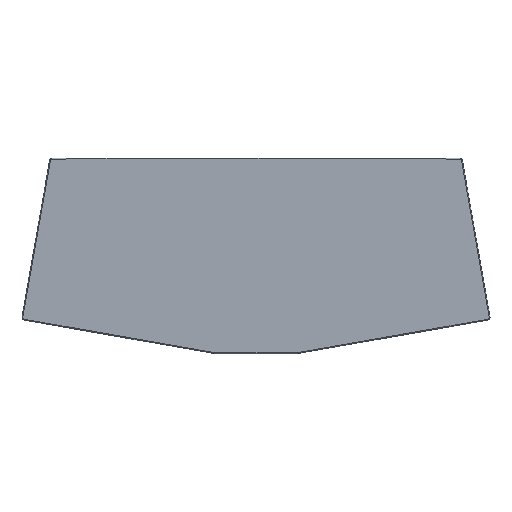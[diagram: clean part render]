
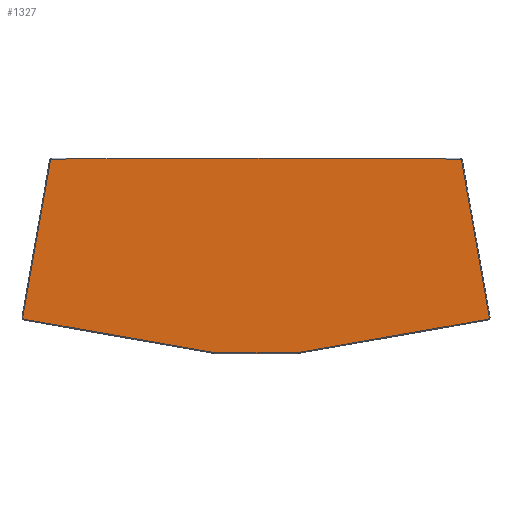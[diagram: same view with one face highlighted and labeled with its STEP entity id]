
A CAD part, top view. The second image highlights one B-rep face of the part: STEP entity #1327.
In plain terms, the highlighted planar face has unit normal (0, 0, 1).
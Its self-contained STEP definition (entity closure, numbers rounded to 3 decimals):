
#30=B_SPLINE_CURVE_WITH_KNOTS('',3,(#1898,#1899,#1900,#1901,#1902,#1903,
#1904,#1905,#1906,#1907,#1908,#1909,#1910,#1911,#1912,#1913,#1914,#1915),
 .UNSPECIFIED.,.F.,.F.,(4,2,2,3,3,2,2,4),(0.,0.054,
0.081,0.135,0.199,0.264,
0.271,12.509),.UNSPECIFIED.);
#31=B_SPLINE_CURVE_WITH_KNOTS('',3,(#1989,#1990,#1991,#1992,#1993,#1994,
#1995,#1996,#1997,#1998,#1999,#2000,#2001,#2002,#2003,#2004,#2005,#2006,
#2007,#2008,#2009,#2010),.UNSPECIFIED.,.F.,.F.,(4,3,3,3,3,3,3,4),(-12.509,
-0.271,-0.264,-0.199,-0.135,
-0.081,-0.054,0.),
 .UNSPECIFIED.);
#35=B_SPLINE_CURVE_WITH_KNOTS('',3,(#2169,#2170,#2171,#2172,#2173,#2174,
#2175,#2176,#2177,#2178,#2179,#2180,#2181,#2182,#2183,#2184),
 .UNSPECIFIED.,.F.,.F.,(4,3,3,3,3,4),(-0.272,-0.222,
-0.18,-0.128,-0.073,0.),
 .UNSPECIFIED.);
#37=B_SPLINE_CURVE_WITH_KNOTS('',3,(#2224,#2225,#2226,#2227,#2228,#2229),
 .UNSPECIFIED.,.F.,.F.,(4,2,4),(-0.032,-0.014,
0.),.UNSPECIFIED.);
#39=B_SPLINE_CURVE_WITH_KNOTS('',3,(#2269,#2270,#2271,#2272,#2273,#2274),
 .UNSPECIFIED.,.F.,.F.,(4,2,4),(0.,0.014,
0.032),.UNSPECIFIED.);
#41=B_SPLINE_CURVE_WITH_KNOTS('',3,(#2364,#2365,#2366,#2367,#2368,#2369,
#2370,#2371,#2372,#2373,#2374,#2375,#2376,#2377,#2378,#2379),
 .UNSPECIFIED.,.F.,.F.,(4,3,3,3,3,4),(0.,0.073,
0.128,0.18,0.222,0.272),
 .UNSPECIFIED.);
#156=PLANE('',#1424);
#202=FACE_OUTER_BOUND('',#285,.T.);
#285=EDGE_LOOP('',(#993,#994,#995,#996,#997,#998,#999,#1000,#1001,#1002,
#1003));
#353=LINE('',#2082,#455);
#357=LINE('',#2187,#459);
#361=LINE('',#2232,#463);
#365=LINE('',#2277,#467);
#369=LINE('',#2381,#471);
#455=VECTOR('',#1506,10.);
#459=VECTOR('',#1512,10.);
#463=VECTOR('',#1518,10.);
#467=VECTOR('',#1524,10.);
#471=VECTOR('',#1530,10.);
#574=VERTEX_POINT('',#1800);
#577=VERTEX_POINT('',#1896);
#578=VERTEX_POINT('',#1988);
#581=VERTEX_POINT('',#2081);
#583=VERTEX_POINT('',#2150);
#585=VERTEX_POINT('',#2186);
#587=VERTEX_POINT('',#2215);
#589=VERTEX_POINT('',#2231);
#591=VERTEX_POINT('',#2260);
#593=VERTEX_POINT('',#2276);
#595=VERTEX_POINT('',#2345);
#705=EDGE_CURVE('',#577,#574,#30,.T.);
#706=EDGE_CURVE('',#574,#578,#31,.T.);
#710=EDGE_CURVE('',#578,#581,#353,.T.);
#715=EDGE_CURVE('',#581,#583,#35,.T.);
#716=EDGE_CURVE('',#583,#585,#357,.T.);
#721=EDGE_CURVE('',#585,#587,#37,.T.);
#722=EDGE_CURVE('',#587,#589,#361,.T.);
#727=EDGE_CURVE('',#589,#591,#39,.T.);
#728=EDGE_CURVE('',#591,#593,#365,.T.);
#733=EDGE_CURVE('',#593,#595,#41,.T.);
#734=EDGE_CURVE('',#595,#577,#369,.T.);
#993=ORIENTED_EDGE('',*,*,#705,.F.);
#994=ORIENTED_EDGE('',*,*,#734,.F.);
#995=ORIENTED_EDGE('',*,*,#733,.F.);
#996=ORIENTED_EDGE('',*,*,#728,.F.);
#997=ORIENTED_EDGE('',*,*,#727,.F.);
#998=ORIENTED_EDGE('',*,*,#722,.F.);
#999=ORIENTED_EDGE('',*,*,#721,.F.);
#1000=ORIENTED_EDGE('',*,*,#716,.F.);
#1001=ORIENTED_EDGE('',*,*,#715,.F.);
#1002=ORIENTED_EDGE('',*,*,#710,.F.);
#1003=ORIENTED_EDGE('',*,*,#706,.F.);
#1327=ADVANCED_FACE('',(#202),#156,.T.);
#1424=AXIS2_PLACEMENT_3D('',#2616,#1551,#1552);
#1506=DIRECTION('',(0.174,-0.985,0.));
#1512=DIRECTION('',(-0.985,-0.174,0.));
#1518=DIRECTION('',(-1.,0.,0.));
#1524=DIRECTION('',(-0.985,0.174,0.));
#1530=DIRECTION('',(0.174,0.985,0.));
#1551=DIRECTION('center_axis',(0.,0.,1.));
#1552=DIRECTION('ref_axis',(-1.,0.,0.));
#1800=CARTESIAN_POINT('',(0.,6.89,7.));
#1896=CARTESIAN_POINT('',(-124.621,5.26,7.));
#1898=CARTESIAN_POINT('Ctrl Pts',(-124.621,5.26,7.));
#1899=CARTESIAN_POINT('Ctrl Pts',(-124.589,5.443,7.));
#1900=CARTESIAN_POINT('Ctrl Pts',(-124.564,5.585,7.));
#1901=CARTESIAN_POINT('Ctrl Pts',(-124.481,5.801,7.));
#1902=CARTESIAN_POINT('Ctrl Pts',(-124.448,5.869,7.));
#1903=CARTESIAN_POINT('Ctrl Pts',(-124.332,6.058,7.));
#1904=CARTESIAN_POINT('Ctrl Pts',(-124.24,6.152,7.));
#1905=CARTESIAN_POINT('Ctrl Pts',(-124.154,6.223,7.));
#1906=CARTESIAN_POINT('Ctrl Pts',(-124.053,6.305,7.));
#1907=CARTESIAN_POINT('Ctrl Pts',(-123.918,6.389,7.));
#1908=CARTESIAN_POINT('Ctrl Pts',(-123.751,6.44,7.));
#1909=CARTESIAN_POINT('Ctrl Pts',(-123.579,6.492,7.));
#1910=CARTESIAN_POINT('Ctrl Pts',(-123.423,6.499,7.));
#1911=CARTESIAN_POINT('Ctrl Pts',(-123.186,6.5,7.));
#1912=CARTESIAN_POINT('Ctrl Pts',(-123.163,6.5,7.));
#1913=CARTESIAN_POINT('Ctrl Pts',(-82.097,6.63,7.));
#1914=CARTESIAN_POINT('Ctrl Pts',(-41.047,6.76,7.));
#1915=CARTESIAN_POINT('Ctrl Pts',(0.,6.89,
7.));
#1988=CARTESIAN_POINT('',(124.621,5.26,7.));
#1989=CARTESIAN_POINT('Ctrl Pts',(0.,6.89,
7.));
#1990=CARTESIAN_POINT('Ctrl Pts',(41.047,6.76,7.));
#1991=CARTESIAN_POINT('Ctrl Pts',(82.099,6.63,7.));
#1992=CARTESIAN_POINT('Ctrl Pts',(123.142,6.5,7.));
#1993=CARTESIAN_POINT('Ctrl Pts',(123.165,6.5,7.));
#1994=CARTESIAN_POINT('Ctrl Pts',(123.188,6.5,7.));
#1995=CARTESIAN_POINT('Ctrl Pts',(123.21,6.5,7.));
#1996=CARTESIAN_POINT('Ctrl Pts',(123.418,6.499,7.));
#1997=CARTESIAN_POINT('Ctrl Pts',(123.579,6.492,7.));
#1998=CARTESIAN_POINT('Ctrl Pts',(123.751,6.44,7.));
#1999=CARTESIAN_POINT('Ctrl Pts',(123.918,6.389,7.));
#2000=CARTESIAN_POINT('Ctrl Pts',(124.053,6.305,7.));
#2001=CARTESIAN_POINT('Ctrl Pts',(124.154,6.223,7.));
#2002=CARTESIAN_POINT('Ctrl Pts',(124.24,6.152,7.));
#2003=CARTESIAN_POINT('Ctrl Pts',(124.332,6.058,7.));
#2004=CARTESIAN_POINT('Ctrl Pts',(124.41,5.932,7.));
#2005=CARTESIAN_POINT('Ctrl Pts',(124.448,5.868,7.));
#2006=CARTESIAN_POINT('Ctrl Pts',(124.481,5.802,7.));
#2007=CARTESIAN_POINT('Ctrl Pts',(124.509,5.729,7.));
#2008=CARTESIAN_POINT('Ctrl Pts',(124.564,5.584,7.));
#2009=CARTESIAN_POINT('Ctrl Pts',(124.589,5.443,7.));
#2010=CARTESIAN_POINT('Ctrl Pts',(124.621,5.26,7.));
#2081=CARTESIAN_POINT('',(141.217,-88.856,7.));
#2082=CARTESIAN_POINT('',(127.658,-11.961,7.));
#2150=CARTESIAN_POINT('',(140.,-90.594,7.));
#2169=CARTESIAN_POINT('Ctrl Pts',(141.217,-88.856,7.));
#2170=CARTESIAN_POINT('Ctrl Pts',(141.247,-89.027,7.));
#2171=CARTESIAN_POINT('Ctrl Pts',(141.27,-89.163,7.));
#2172=CARTESIAN_POINT('Ctrl Pts',(141.272,-89.306,7.));
#2173=CARTESIAN_POINT('Ctrl Pts',(141.274,-89.416,7.));
#2174=CARTESIAN_POINT('Ctrl Pts',(141.262,-89.549,7.));
#2175=CARTESIAN_POINT('Ctrl Pts',(141.22,-89.684,7.));
#2176=CARTESIAN_POINT('Ctrl Pts',(141.165,-89.859,7.));
#2177=CARTESIAN_POINT('Ctrl Pts',(141.077,-90.005,7.));
#2178=CARTESIAN_POINT('Ctrl Pts',(140.974,-90.126,7.));
#2179=CARTESIAN_POINT('Ctrl Pts',(140.869,-90.251,7.));
#2180=CARTESIAN_POINT('Ctrl Pts',(140.743,-90.352,7.));
#2181=CARTESIAN_POINT('Ctrl Pts',(140.611,-90.421,7.));
#2182=CARTESIAN_POINT('Ctrl Pts',(140.428,-90.516,7.));
#2183=CARTESIAN_POINT('Ctrl Pts',(140.245,-90.551,7.));
#2184=CARTESIAN_POINT('Ctrl Pts',(140.,-90.594,7.));
#2186=CARTESIAN_POINT('',(24.654,-110.933,7.));
#2187=CARTESIAN_POINT('',(75.391,-101.986,7.));
#2215=CARTESIAN_POINT('',(24.394,-110.955,7.));
#2224=CARTESIAN_POINT('Ctrl Pts',(24.654,-110.933,7.));
#2225=CARTESIAN_POINT('Ctrl Pts',(24.593,-110.943,7.));
#2226=CARTESIAN_POINT('Ctrl Pts',(24.553,-110.95,7.));
#2227=CARTESIAN_POINT('Ctrl Pts',(24.473,-110.955,7.));
#2228=CARTESIAN_POINT('Ctrl Pts',(24.442,-110.955,7.));
#2229=CARTESIAN_POINT('Ctrl Pts',(24.394,-110.955,7.));
#2231=CARTESIAN_POINT('',(-24.394,-110.955,7.));
#2232=CARTESIAN_POINT('',(12.197,-110.955,7.));
#2260=CARTESIAN_POINT('',(-24.654,-110.933,7.));
#2269=CARTESIAN_POINT('Ctrl Pts',(-24.394,-110.955,7.));
#2270=CARTESIAN_POINT('Ctrl Pts',(-24.442,-110.955,7.));
#2271=CARTESIAN_POINT('Ctrl Pts',(-24.474,-110.955,7.));
#2272=CARTESIAN_POINT('Ctrl Pts',(-24.552,-110.95,7.));
#2273=CARTESIAN_POINT('Ctrl Pts',(-24.593,-110.943,7.));
#2274=CARTESIAN_POINT('Ctrl Pts',(-24.654,-110.933,7.));
#2276=CARTESIAN_POINT('',(-140.,-90.594,7.));
#2277=CARTESIAN_POINT('',(-17.718,-112.156,7.));
#2345=CARTESIAN_POINT('',(-141.217,-88.856,7.));
#2364=CARTESIAN_POINT('Ctrl Pts',(-140.,-90.594,7.));
#2365=CARTESIAN_POINT('Ctrl Pts',(-140.245,-90.551,7.));
#2366=CARTESIAN_POINT('Ctrl Pts',(-140.428,-90.516,7.));
#2367=CARTESIAN_POINT('Ctrl Pts',(-140.611,-90.421,7.));
#2368=CARTESIAN_POINT('Ctrl Pts',(-140.743,-90.352,7.));
#2369=CARTESIAN_POINT('Ctrl Pts',(-140.869,-90.251,7.));
#2370=CARTESIAN_POINT('Ctrl Pts',(-140.974,-90.126,7.));
#2371=CARTESIAN_POINT('Ctrl Pts',(-141.077,-90.005,7.));
#2372=CARTESIAN_POINT('Ctrl Pts',(-141.165,-89.859,7.));
#2373=CARTESIAN_POINT('Ctrl Pts',(-141.22,-89.684,7.));
#2374=CARTESIAN_POINT('Ctrl Pts',(-141.262,-89.549,7.));
#2375=CARTESIAN_POINT('Ctrl Pts',(-141.274,-89.416,7.));
#2376=CARTESIAN_POINT('Ctrl Pts',(-141.272,-89.306,7.));
#2377=CARTESIAN_POINT('Ctrl Pts',(-141.27,-89.163,7.));
#2378=CARTESIAN_POINT('Ctrl Pts',(-141.247,-89.027,7.));
#2379=CARTESIAN_POINT('Ctrl Pts',(-141.217,-88.856,7.));
#2381=CARTESIAN_POINT('',(-135.956,-59.02,7.));
#2616=CARTESIAN_POINT('Origin',(0.,-52.228,7.));
